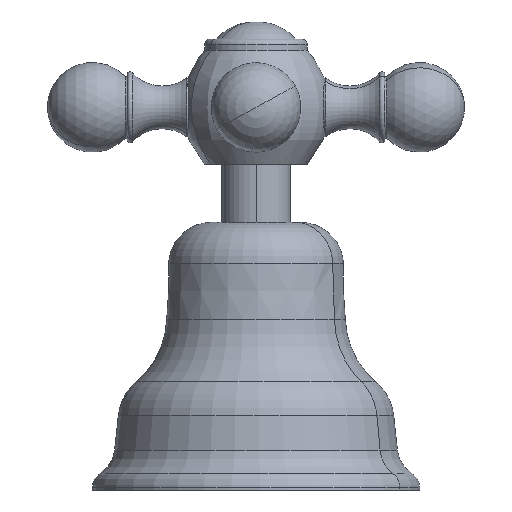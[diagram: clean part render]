
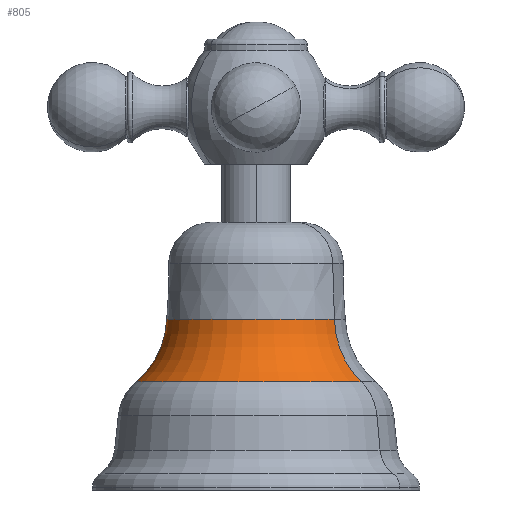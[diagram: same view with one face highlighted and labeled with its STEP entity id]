
A CAD part, left-side view. The second image highlights one B-rep face of the part: STEP entity #805.
In plain terms, the highlighted toroidal (fillet/blend) face has major radius 30.685 mm and minor radius 15 mm.
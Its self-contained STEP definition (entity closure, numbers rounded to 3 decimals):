
#729=CARTESIAN_POINT('Vertex',(-10.085,-18.46,19.017)) ;
#736=CARTESIAN_POINT('Vertex',(10.085,18.46,19.017)) ;
#751=CARTESIAN_POINT('Axis2P3D Location',(0.,0.,19.017)) ;
#763=CARTESIAN_POINT('Axis2P3D Location',(0.,0.,30.5)) ;
#768=CARTESIAN_POINT('Axis2P3D Location',(14.711,26.929,30.5)) ;
#772=CARTESIAN_POINT('Vertex',(7.524,13.773,29.977)) ;
#779=CARTESIAN_POINT('Vertex',(-7.524,-13.773,29.977)) ;
#782=CARTESIAN_POINT('Axis2P3D Location',(-14.711,-26.929,30.5)) ;
#794=CARTESIAN_POINT('Axis2P3D Location',(0.,0.,29.977)) ;
#752=DIRECTION('Axis2P3D Direction',(0.,0.,-1.)) ;
#764=DIRECTION('Axis2P3D Direction',(0.,0.,-1.)) ;
#765=DIRECTION('Axis2P3D XDirection',(-0.479,-0.878,0.)) ;
#769=DIRECTION('Axis2P3D Direction',(-0.878,0.479,0.)) ;
#783=DIRECTION('Axis2P3D Direction',(0.878,-0.479,0.)) ;
#795=DIRECTION('Axis2P3D Direction',(0.,0.,-1.)) ;
#753=AXIS2_PLACEMENT_3D('Circle Axis2P3D',#751,#752,$) ;
#766=AXIS2_PLACEMENT_3D('Torus Axis2P3D',#763,#764,#765) ;
#770=AXIS2_PLACEMENT_3D('Circle Axis2P3D',#768,#769,$) ;
#784=AXIS2_PLACEMENT_3D('Circle Axis2P3D',#782,#783,$) ;
#796=AXIS2_PLACEMENT_3D('Circle Axis2P3D',#794,#795,$) ;
#754=CIRCLE('generated circle',#753,21.035) ;
#771=CIRCLE('generated circle',#770,15.) ;
#785=CIRCLE('generated circle',#784,15.) ;
#797=CIRCLE('generated circle',#796,15.694) ;
#767=TOROIDAL_SURFACE('homeo Torus',#766,30.685,15.) ;
#755=EDGE_CURVE('',#730,#737,#754,.T.) ;
#774=EDGE_CURVE('',#773,#737,#771,.F.) ;
#786=EDGE_CURVE('',#780,#730,#785,.F.) ;
#798=EDGE_CURVE('',#780,#773,#797,.T.) ;
#800=ORIENTED_EDGE('',*,*,#755,.F.) ;
#801=ORIENTED_EDGE('',*,*,#786,.F.) ;
#802=ORIENTED_EDGE('',*,*,#798,.T.) ;
#803=ORIENTED_EDGE('',*,*,#774,.T.) ;
#799=EDGE_LOOP('',(#800,#801,#802,#803)) ;
#730=VERTEX_POINT('',#729) ;
#737=VERTEX_POINT('',#736) ;
#773=VERTEX_POINT('',#772) ;
#780=VERTEX_POINT('',#779) ;
#805=ADVANCED_FACE('PartBody',(#804),#767,.F.) ;
#804=FACE_OUTER_BOUND('',#799,.T.) ;
